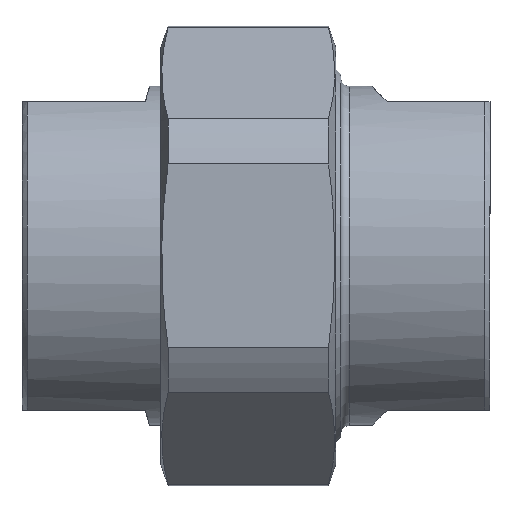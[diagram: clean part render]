
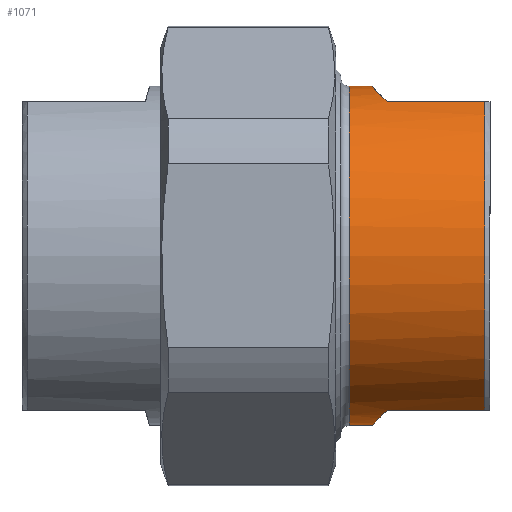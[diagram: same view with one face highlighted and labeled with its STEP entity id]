
A CAD part, top view. The second image highlights one B-rep face of the part: STEP entity #1071.
In plain terms, the highlighted cylindrical face has radius 16.5 mm (diameter 33 mm), a full revolution.
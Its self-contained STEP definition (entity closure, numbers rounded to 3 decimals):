
#23=ELLIPSE('',#1235,23.335,16.5);
#24=ELLIPSE('',#1238,23.335,16.5);
#112=CYLINDRICAL_SURFACE('',#1240,16.5);
#146=FACE_OUTER_BOUND('',#215,.T.);
#215=EDGE_LOOP('',(#842,#843,#844,#845,#846,#847,#848,#849,#850,#851,#852,
#853,#854));
#282=LINE('',#1864,#333);
#284=LINE('',#1875,#335);
#286=LINE('',#1883,#337);
#288=LINE('',#1894,#339);
#289=LINE('',#1900,#340);
#333=VECTOR('',#1473,10.);
#335=VECTOR('',#1475,10.);
#337=VECTOR('',#1483,10.);
#339=VECTOR('',#1485,10.);
#340=VECTOR('',#1490,16.5);
#393=CIRCLE('',#1241,16.5);
#394=CIRCLE('',#1242,16.5);
#395=CIRCLE('',#1243,16.5);
#396=CIRCLE('',#1244,16.5);
#397=CIRCLE('',#1245,16.5);
#486=VERTEX_POINT('',#1858);
#487=VERTEX_POINT('',#1859);
#488=VERTEX_POINT('',#1863);
#491=VERTEX_POINT('',#1871);
#492=VERTEX_POINT('',#1877);
#493=VERTEX_POINT('',#1878);
#494=VERTEX_POINT('',#1882);
#497=VERTEX_POINT('',#1890);
#498=VERTEX_POINT('',#1896);
#499=VERTEX_POINT('',#1897);
#500=VERTEX_POINT('',#1899);
#610=EDGE_CURVE('',#486,#487,#23,.T.);
#612=EDGE_CURVE('',#488,#486,#282,.T.);
#616=EDGE_CURVE('',#487,#491,#284,.T.);
#617=EDGE_CURVE('',#492,#493,#24,.T.);
#619=EDGE_CURVE('',#494,#492,#286,.T.);
#623=EDGE_CURVE('',#493,#497,#288,.T.);
#624=EDGE_CURVE('',#498,#499,#393,.T.);
#625=EDGE_CURVE('',#498,#500,#289,.T.);
#626=EDGE_CURVE('',#494,#500,#394,.T.);
#627=EDGE_CURVE('',#488,#497,#395,.T.);
#628=EDGE_CURVE('',#500,#491,#396,.T.);
#629=EDGE_CURVE('',#499,#498,#397,.T.);
#842=ORIENTED_EDGE('',*,*,#624,.F.);
#843=ORIENTED_EDGE('',*,*,#625,.T.);
#844=ORIENTED_EDGE('',*,*,#626,.F.);
#845=ORIENTED_EDGE('',*,*,#619,.T.);
#846=ORIENTED_EDGE('',*,*,#617,.T.);
#847=ORIENTED_EDGE('',*,*,#623,.T.);
#848=ORIENTED_EDGE('',*,*,#627,.F.);
#849=ORIENTED_EDGE('',*,*,#612,.T.);
#850=ORIENTED_EDGE('',*,*,#610,.T.);
#851=ORIENTED_EDGE('',*,*,#616,.T.);
#852=ORIENTED_EDGE('',*,*,#628,.F.);
#853=ORIENTED_EDGE('',*,*,#625,.F.);
#854=ORIENTED_EDGE('',*,*,#629,.F.);
#1071=ADVANCED_FACE('',(#146),#112,.T.);
#1235=AXIS2_PLACEMENT_3D('',#1860,#1468,#1469);
#1238=AXIS2_PLACEMENT_3D('',#1879,#1478,#1479);
#1240=AXIS2_PLACEMENT_3D('',#1895,#1486,#1487);
#1241=AXIS2_PLACEMENT_3D('',#1898,#1488,#1489);
#1242=AXIS2_PLACEMENT_3D('',#1901,#1491,#1492);
#1243=AXIS2_PLACEMENT_3D('',#1902,#1493,#1494);
#1244=AXIS2_PLACEMENT_3D('',#1903,#1495,#1496);
#1245=AXIS2_PLACEMENT_3D('',#1904,#1497,#1498);
#1468=DIRECTION('center_axis',(0.707,0.,-0.707));
#1469=DIRECTION('ref_axis',(0.707,0.,0.707));
#1473=DIRECTION('',(1.,0.,0.));
#1475=DIRECTION('',(-1.,0.,0.));
#1478=DIRECTION('center_axis',(0.707,0.,0.707));
#1479=DIRECTION('ref_axis',(-0.707,0.,0.707));
#1483=DIRECTION('',(1.,0.,0.));
#1485=DIRECTION('',(-1.,0.,0.));
#1486=DIRECTION('center_axis',(1.,0.,0.));
#1487=DIRECTION('ref_axis',(0.,1.,0.));
#1488=DIRECTION('center_axis',(1.,0.,0.));
#1489=DIRECTION('ref_axis',(0.,-1.,0.));
#1490=DIRECTION('',(-1.,0.,0.));
#1491=DIRECTION('center_axis',(-1.,0.,0.));
#1492=DIRECTION('ref_axis',(0.,-1.,0.));
#1493=DIRECTION('center_axis',(-1.,0.,0.));
#1494=DIRECTION('ref_axis',(0.,-1.,0.));
#1495=DIRECTION('center_axis',(-1.,0.,0.));
#1496=DIRECTION('ref_axis',(0.,-1.,0.));
#1497=DIRECTION('center_axis',(1.,0.,0.));
#1498=DIRECTION('ref_axis',(0.,-1.,0.));
#1858=CARTESIAN_POINT('',(-14.,6.874,15.));
#1859=CARTESIAN_POINT('',(-14.,-6.874,15.));
#1860=CARTESIAN_POINT('Origin',(-29.,0.,0.));
#1863=CARTESIAN_POINT('',(-23.5,6.874,15.));
#1864=CARTESIAN_POINT('',(-16.75,6.874,15.));
#1871=CARTESIAN_POINT('',(-23.5,-6.874,15.));
#1875=CARTESIAN_POINT('',(-16.75,-6.874,15.));
#1877=CARTESIAN_POINT('',(-14.,-6.874,-15.));
#1878=CARTESIAN_POINT('',(-14.,6.874,-15.));
#1879=CARTESIAN_POINT('Origin',(-29.,0.,0.));
#1882=CARTESIAN_POINT('',(-23.5,-6.874,-15.));
#1883=CARTESIAN_POINT('',(-16.75,-6.874,-15.));
#1890=CARTESIAN_POINT('',(-23.5,6.874,-15.));
#1894=CARTESIAN_POINT('',(-16.75,6.874,-15.));
#1895=CARTESIAN_POINT('Origin',(-16.75,0.,0.));
#1896=CARTESIAN_POINT('',(-10.3,-16.5,0.));
#1897=CARTESIAN_POINT('',(-10.3,0.,16.5));
#1898=CARTESIAN_POINT('Origin',(-10.3,0.,0.));
#1899=CARTESIAN_POINT('',(-23.5,-16.5,0.));
#1900=CARTESIAN_POINT('',(-16.75,-16.5,0.));
#1901=CARTESIAN_POINT('Origin',(-23.5,0.,0.));
#1902=CARTESIAN_POINT('Origin',(-23.5,0.,0.));
#1903=CARTESIAN_POINT('Origin',(-23.5,0.,0.));
#1904=CARTESIAN_POINT('Origin',(-10.3,0.,0.));
